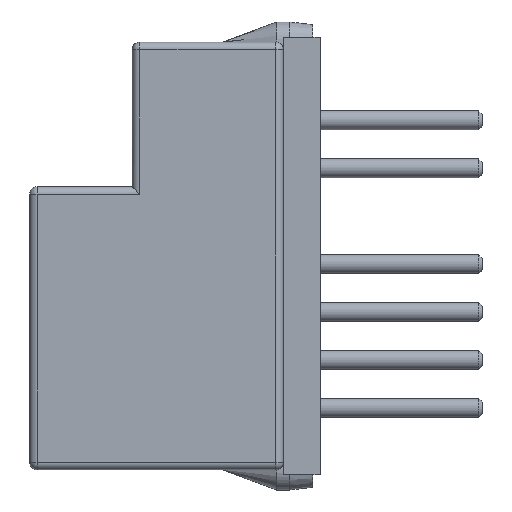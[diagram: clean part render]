
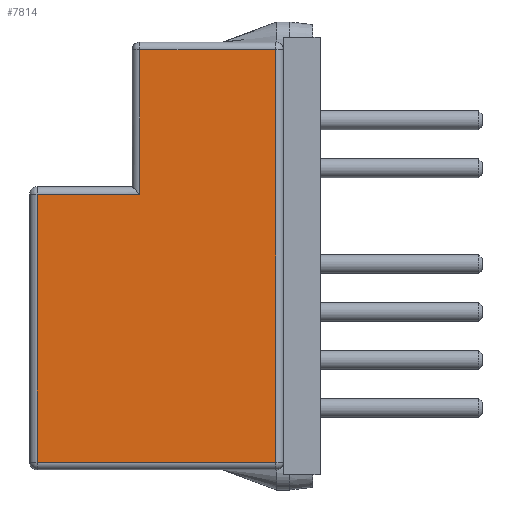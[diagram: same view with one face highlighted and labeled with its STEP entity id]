
A CAD part, left-side view. The second image highlights one B-rep face of the part: STEP entity #7814.
In plain terms, the highlighted planar face has unit normal (-1, 0, 0).
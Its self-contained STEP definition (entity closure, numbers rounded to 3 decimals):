
#95 = VERTEX_POINT ( 'NONE', #1724 ) ;
#224 = EDGE_CURVE ( 'NONE', #6434, #7917, #5012, .T. ) ;
#268 = DIRECTION ( 'NONE',  ( 0., 1., 0. ) ) ;
#278 = DIRECTION ( 'NONE',  ( 0., 0., -1. ) ) ;
#392 = CARTESIAN_POINT ( 'NONE',  ( -3.7, 7.5, -5.665 ) ) ;
#590 = CARTESIAN_POINT ( 'NONE',  ( -3.7, 7.7, 1.635 ) ) ;
#1197 = EDGE_CURVE ( 'NONE', #7300, #3820, #3231, .T. ) ;
#1724 = CARTESIAN_POINT ( 'NONE',  ( -3.7, 7.5, -5.465 ) ) ;
#1737 = DIRECTION ( 'NONE',  ( 0., 0., -1. ) ) ;
#2017 = CARTESIAN_POINT ( 'NONE',  ( -3.7, 1.18, 5.465 ) ) ;
#2056 = ORIENTED_EDGE ( 'NONE', *, *, #4852, .T. ) ;
#2567 = ORIENTED_EDGE ( 'NONE', *, *, #1197, .T. ) ;
#2833 = CARTESIAN_POINT ( 'NONE',  ( -3.7, 4.98, 5.465 ) ) ;
#2937 = ORIENTED_EDGE ( 'NONE', *, *, #4587, .T. ) ;
#3068 = EDGE_LOOP ( 'NONE', ( #2056, #2567, #3509, #2937, #3577, #8144 ) ) ;
#3084 = AXIS2_PLACEMENT_3D ( 'NONE', #8257, #3804, #3832 ) ;
#3231 = LINE ( 'NONE', #590, #5708 ) ;
#3507 = LINE ( 'NONE', #7987, #7003 ) ;
#3509 = ORIENTED_EDGE ( 'NONE', *, *, #7341, .T. ) ;
#3577 = ORIENTED_EDGE ( 'NONE', *, *, #224, .T. ) ;
#3606 = PLANE ( 'NONE',  #3084 ) ;
#3763 = FACE_OUTER_BOUND ( 'NONE', #3068, .T. ) ;
#3774 = DIRECTION ( 'NONE',  ( 0., -1., 0. ) ) ;
#3804 = DIRECTION ( 'NONE',  ( 1., 0., 0. ) ) ;
#3820 = VERTEX_POINT ( 'NONE', #5977 ) ;
#3832 = DIRECTION ( 'NONE',  ( 0., 0., 1. ) ) ;
#4120 = CARTESIAN_POINT ( 'NONE',  ( -3.7, 1.18, -5.465 ) ) ;
#4395 = DIRECTION ( 'NONE',  ( 0., 0., 1. ) ) ;
#4473 = CARTESIAN_POINT ( 'NONE',  ( -3.7, 1.18, 5.665 ) ) ;
#4586 = LINE ( 'NONE', #2833, #8286 ) ;
#4587 = EDGE_CURVE ( 'NONE', #95, #6434, #6902, .T. ) ;
#4634 = VECTOR ( 'NONE', #3774, 1000. ) ;
#4852 = EDGE_CURVE ( 'NONE', #6648, #7300, #3507, .T. ) ;
#5012 = LINE ( 'NONE', #4473, #6963 ) ;
#5708 = VECTOR ( 'NONE', #7114, 1000. ) ;
#5977 = CARTESIAN_POINT ( 'NONE',  ( -3.7, 7.5, 1.635 ) ) ;
#6375 = CARTESIAN_POINT ( 'NONE',  ( -3.7, 4.78, 5.465 ) ) ;
#6434 = VERTEX_POINT ( 'NONE', #4120 ) ;
#6642 = VECTOR ( 'NONE', #1737, 1000. ) ;
#6648 = VERTEX_POINT ( 'NONE', #6375 ) ;
#6902 = LINE ( 'NONE', #8312, #4634 ) ;
#6963 = VECTOR ( 'NONE', #4395, 1000. ) ;
#7003 = VECTOR ( 'NONE', #278, 1000. ) ;
#7114 = DIRECTION ( 'NONE',  ( 0., 1., 0. ) ) ;
#7300 = VERTEX_POINT ( 'NONE', #8134 ) ;
#7341 = EDGE_CURVE ( 'NONE', #3820, #95, #8377, .T. ) ;
#7756 = EDGE_CURVE ( 'NONE', #7917, #6648, #4586, .T. ) ;
#7814 = ADVANCED_FACE ( 'NONE', ( #3763 ), #3606, .F. ) ;
#7917 = VERTEX_POINT ( 'NONE', #2017 ) ;
#7987 = CARTESIAN_POINT ( 'NONE',  ( -3.7, 4.78, 1.835 ) ) ;
#8134 = CARTESIAN_POINT ( 'NONE',  ( -3.7, 4.78, 1.635 ) ) ;
#8144 = ORIENTED_EDGE ( 'NONE', *, *, #7756, .T. ) ;
#8257 = CARTESIAN_POINT ( 'NONE',  ( -3.7, 4.98, 5.665 ) ) ;
#8286 = VECTOR ( 'NONE', #268, 1000. ) ;
#8312 = CARTESIAN_POINT ( 'NONE',  ( -3.7, 0.98, -5.465 ) ) ;
#8377 = LINE ( 'NONE', #392, #6642 ) ;
